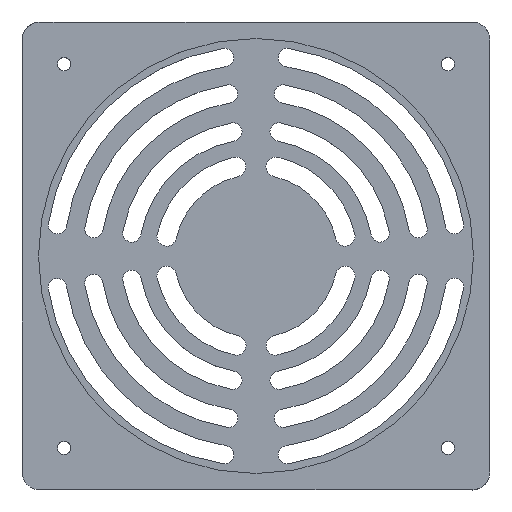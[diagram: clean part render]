
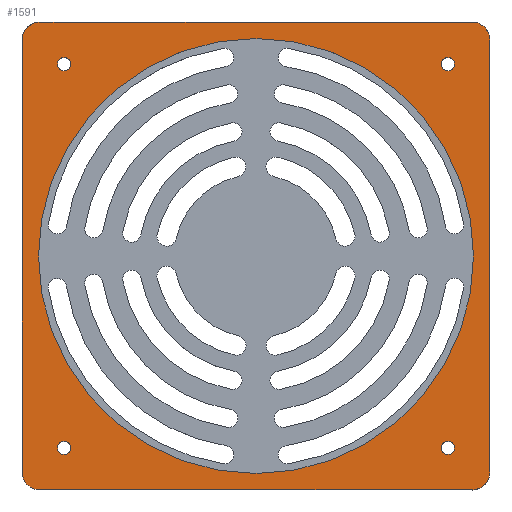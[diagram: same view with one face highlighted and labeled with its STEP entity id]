
A CAD part, top view. The second image highlights one B-rep face of the part: STEP entity #1591.
In plain terms, the highlighted planar face has unit normal (0, 0, 1).
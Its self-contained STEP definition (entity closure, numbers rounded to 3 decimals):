
#71=FACE_BOUND('',#294,.T.);
#72=FACE_BOUND('',#295,.T.);
#73=FACE_BOUND('',#296,.T.);
#74=FACE_BOUND('',#297,.T.);
#75=FACE_BOUND('',#298,.T.);
#86=B_SPLINE_CURVE_WITH_KNOTS('',3,(#3672,#3673,#3674,#3675,#3676,#3677,
#3678,#3679,#3680,#3681,#3682,#3683,#3684,#3685,#3686,#3687,#3688,#3689,
#3690,#3691,#3692,#3693,#3694,#3695,#3696,#3697,#3698,#3699,#3700,#3701,
#3702,#3703,#3704,#3705,#3706,#3707,#3708,#3709,#3710,#3711,#3712,#3713,
#3714,#3715,#3716,#3717,#3718,#3719,#3720),.UNSPECIFIED.,.T.,.F.,(4,3,3,
3,3,3,3,3,3,3,3,3,3,3,3,3,4),(0.,0.004,0.01,
0.015,0.25,0.254,0.26,0.265,
0.5,0.504,0.51,0.515,0.75,0.754,
0.76,0.765,1.),.UNSPECIFIED.);
#90=PLANE('',#1843);
#171=FACE_OUTER_BOUND('',#293,.T.);
#293=EDGE_LOOP('',(#1427));
#294=EDGE_LOOP('',(#1428));
#295=EDGE_LOOP('',(#1429));
#296=EDGE_LOOP('',(#1430));
#297=EDGE_LOOP('',(#1431));
#298=EDGE_LOOP('',(#1432));
#593=CIRCLE('',#1829,59.5);
#595=CIRCLE('',#1832,1.8);
#597=CIRCLE('',#1835,1.8);
#599=CIRCLE('',#1838,1.8);
#601=CIRCLE('',#1841,1.8);
#743=VERTEX_POINT('',#3493);
#745=VERTEX_POINT('',#3499);
#747=VERTEX_POINT('',#3505);
#749=VERTEX_POINT('',#3511);
#751=VERTEX_POINT('',#3517);
#754=VERTEX_POINT('',#3670);
#965=EDGE_CURVE('',#743,#743,#593,.T.);
#968=EDGE_CURVE('',#745,#745,#595,.T.);
#971=EDGE_CURVE('',#747,#747,#597,.T.);
#974=EDGE_CURVE('',#749,#749,#599,.T.);
#977=EDGE_CURVE('',#751,#751,#601,.T.);
#982=EDGE_CURVE('',#754,#754,#86,.T.);
#1427=ORIENTED_EDGE('',*,*,#982,.T.);
#1428=ORIENTED_EDGE('',*,*,#977,.T.);
#1429=ORIENTED_EDGE('',*,*,#974,.T.);
#1430=ORIENTED_EDGE('',*,*,#971,.T.);
#1431=ORIENTED_EDGE('',*,*,#968,.T.);
#1432=ORIENTED_EDGE('',*,*,#965,.T.);
#1591=ADVANCED_FACE('',(#171,#71,#72,#73,#74,#75),#90,.T.);
#1829=AXIS2_PLACEMENT_3D('',#3494,#2339,#2340);
#1832=AXIS2_PLACEMENT_3D('',#3500,#2346,#2347);
#1835=AXIS2_PLACEMENT_3D('',#3506,#2353,#2354);
#1838=AXIS2_PLACEMENT_3D('',#3512,#2360,#2361);
#1841=AXIS2_PLACEMENT_3D('',#3518,#2367,#2368);
#1843=AXIS2_PLACEMENT_3D('',#3721,#2373,#2374);
#2339=DIRECTION('center_axis',(0.,0.,-1.));
#2340=DIRECTION('ref_axis',(1.,0.,0.));
#2346=DIRECTION('center_axis',(0.,0.,-1.));
#2347=DIRECTION('ref_axis',(1.,0.,0.));
#2353=DIRECTION('center_axis',(0.,0.,-1.));
#2354=DIRECTION('ref_axis',(1.,0.,0.));
#2360=DIRECTION('center_axis',(0.,0.,-1.));
#2361=DIRECTION('ref_axis',(1.,0.,0.));
#2367=DIRECTION('center_axis',(0.,0.,-1.));
#2368=DIRECTION('ref_axis',(1.,0.,0.));
#2373=DIRECTION('center_axis',(0.,0.,1.));
#2374=DIRECTION('ref_axis',(1.,0.,0.));
#3493=CARTESIAN_POINT('',(-59.5,0.,22.9));
#3494=CARTESIAN_POINT('Origin',(0.,0.,22.9));
#3499=CARTESIAN_POINT('',(50.7,52.5,22.9));
#3500=CARTESIAN_POINT('Origin',(52.5,52.5,22.9));
#3505=CARTESIAN_POINT('',(-54.3,-52.5,22.9));
#3506=CARTESIAN_POINT('Origin',(-52.5,-52.5,22.9));
#3511=CARTESIAN_POINT('',(-54.3,52.5,22.9));
#3512=CARTESIAN_POINT('Origin',(-52.5,52.5,22.9));
#3517=CARTESIAN_POINT('',(50.7,-52.5,22.9));
#3518=CARTESIAN_POINT('Origin',(52.5,-52.5,22.9));
#3670=CARTESIAN_POINT('',(-64.,-59.,22.9));
#3672=CARTESIAN_POINT('Ctrl Pts',(-64.,-59.,22.9));
#3673=CARTESIAN_POINT('Ctrl Pts',(-64.,-59.653,22.9));
#3674=CARTESIAN_POINT('Ctrl Pts',(-63.869,-60.32,22.9));
#3675=CARTESIAN_POINT('Ctrl Pts',(-63.608,-60.94,22.9));
#3676=CARTESIAN_POINT('Ctrl Pts',(-63.224,-61.852,22.9));
#3677=CARTESIAN_POINT('Ctrl Pts',(-62.553,-62.656,22.9));
#3678=CARTESIAN_POINT('Ctrl Pts',(-61.717,-63.197,22.9));
#3679=CARTESIAN_POINT('Ctrl Pts',(-60.902,-63.725,22.9));
#3680=CARTESIAN_POINT('Ctrl Pts',(-59.937,-64.,22.9));
#3681=CARTESIAN_POINT('Ctrl Pts',(-59.,-64.,22.9));
#3682=CARTESIAN_POINT('Ctrl Pts',(-19.667,-64.,22.9));
#3683=CARTESIAN_POINT('Ctrl Pts',(19.667,-64.,22.9));
#3684=CARTESIAN_POINT('Ctrl Pts',(59.,-64.,22.9));
#3685=CARTESIAN_POINT('Ctrl Pts',(59.653,-64.,22.9));
#3686=CARTESIAN_POINT('Ctrl Pts',(60.32,-63.869,22.9));
#3687=CARTESIAN_POINT('Ctrl Pts',(60.94,-63.608,22.9));
#3688=CARTESIAN_POINT('Ctrl Pts',(61.852,-63.224,22.9));
#3689=CARTESIAN_POINT('Ctrl Pts',(62.656,-62.553,22.9));
#3690=CARTESIAN_POINT('Ctrl Pts',(63.197,-61.717,22.9));
#3691=CARTESIAN_POINT('Ctrl Pts',(63.725,-60.902,22.9));
#3692=CARTESIAN_POINT('Ctrl Pts',(64.,-59.937,22.9));
#3693=CARTESIAN_POINT('Ctrl Pts',(64.,-59.,22.9));
#3694=CARTESIAN_POINT('Ctrl Pts',(64.,-19.667,22.9));
#3695=CARTESIAN_POINT('Ctrl Pts',(64.,19.667,22.9));
#3696=CARTESIAN_POINT('Ctrl Pts',(64.,59.,22.9));
#3697=CARTESIAN_POINT('Ctrl Pts',(64.,59.653,22.9));
#3698=CARTESIAN_POINT('Ctrl Pts',(63.869,60.32,22.9));
#3699=CARTESIAN_POINT('Ctrl Pts',(63.608,60.94,22.9));
#3700=CARTESIAN_POINT('Ctrl Pts',(63.224,61.852,22.9));
#3701=CARTESIAN_POINT('Ctrl Pts',(62.553,62.656,22.9));
#3702=CARTESIAN_POINT('Ctrl Pts',(61.717,63.197,22.9));
#3703=CARTESIAN_POINT('Ctrl Pts',(60.902,63.725,22.9));
#3704=CARTESIAN_POINT('Ctrl Pts',(59.937,64.,22.9));
#3705=CARTESIAN_POINT('Ctrl Pts',(59.,64.,22.9));
#3706=CARTESIAN_POINT('Ctrl Pts',(19.667,64.,22.9));
#3707=CARTESIAN_POINT('Ctrl Pts',(-19.667,64.,22.9));
#3708=CARTESIAN_POINT('Ctrl Pts',(-59.,64.,22.9));
#3709=CARTESIAN_POINT('Ctrl Pts',(-59.653,64.,22.9));
#3710=CARTESIAN_POINT('Ctrl Pts',(-60.32,63.869,22.9));
#3711=CARTESIAN_POINT('Ctrl Pts',(-60.94,63.608,22.9));
#3712=CARTESIAN_POINT('Ctrl Pts',(-61.852,63.224,22.9));
#3713=CARTESIAN_POINT('Ctrl Pts',(-62.656,62.553,22.9));
#3714=CARTESIAN_POINT('Ctrl Pts',(-63.197,61.717,22.9));
#3715=CARTESIAN_POINT('Ctrl Pts',(-63.725,60.902,22.9));
#3716=CARTESIAN_POINT('Ctrl Pts',(-64.,59.937,22.9));
#3717=CARTESIAN_POINT('Ctrl Pts',(-64.,59.,22.9));
#3718=CARTESIAN_POINT('Ctrl Pts',(-64.,19.667,22.9));
#3719=CARTESIAN_POINT('Ctrl Pts',(-64.,-19.667,22.9));
#3720=CARTESIAN_POINT('Ctrl Pts',(-64.,-59.,22.9));
#3721=CARTESIAN_POINT('Origin',(0.,0.,22.9));
